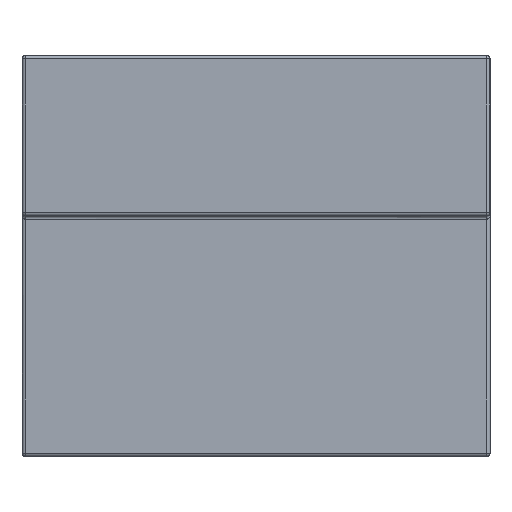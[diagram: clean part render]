
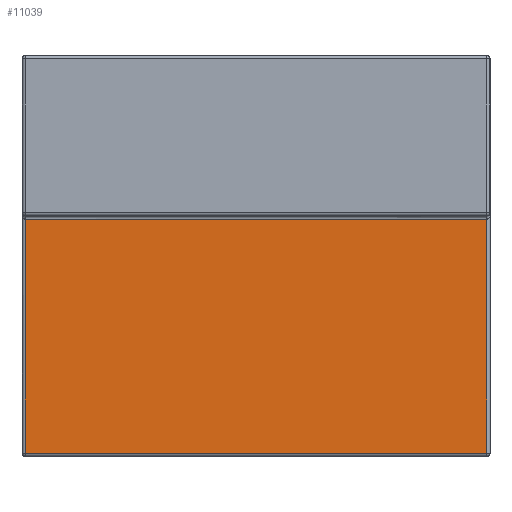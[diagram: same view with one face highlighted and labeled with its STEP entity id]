
A CAD part, left-side view. The second image highlights one B-rep face of the part: STEP entity #11039.
In plain terms, the highlighted planar face has unit normal (-1, 0, 0).
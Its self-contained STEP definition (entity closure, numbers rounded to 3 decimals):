
#4373=CARTESIAN_POINT('POINT25',(10.,34.75,0.25));
#4374=VERTEX_POINT('VERTEX25',#4373);
#4410=CARTESIAN_POINT('POINT29',(10.,34.75,17.75));
#4411=VERTEX_POINT('VERTEX29',#4410);
#6399=CARTESIAN_POINT('POINT54',(10.,0.25,0.25));
#6400=VERTEX_POINT('VERTEX54',#6399);
#6408=CARTESIAN_POINT('POS95',(10.,0.25,0.25));
#6409=DIRECTION('DIR151',(0.,-1.,0.));
#6410=VECTOR('VEC39',#6409,1.);
#6411=LINE('STRAIGHT39',#6408,#6410);
#6412=EDGE_CURVE('EDGE84',#6400,#4374,#6411,.F.);
#6423=CARTESIAN_POINT('POS97',(10.,34.75,0.));
#6424=DIRECTION('DIR154',(0.,0.,1.));
#6425=VECTOR('VEC40',#6424,1.);
#6426=LINE('STRAIGHT40',#6423,#6425);
#6427=EDGE_CURVE('EDGE85',#4374,#4411,#6426,.T.);
#6440=CARTESIAN_POINT('POINT55',(10.,0.25,17.75));
#6441=VERTEX_POINT('VERTEX55',#6440);
#6442=CARTESIAN_POINT('POS99',(10.,0.25,17.75));
#6443=DIRECTION('DIR157',(0.,1.,0.));
#6444=VECTOR('VEC41',#6443,1.);
#6445=LINE('STRAIGHT41',#6442,#6444);
#6446=EDGE_CURVE('EDGE86',#6441,#4411,#6445,.T.);
#11023=ORIENTED_EDGE('COEDGE208',*,*,#6446,.T.);
#11024=ORIENTED_EDGE('COEDGE209',*,*,#6427,.F.);
#11025=ORIENTED_EDGE('COEDGE210',*,*,#6412,.F.);
#11026=CARTESIAN_POINT('POS150',(10.,0.25,0.));
#11027=DIRECTION('DIR242',(0.,0.,-1.));
#11028=VECTOR('VEC58',#11027,1.);
#11029=LINE('STRAIGHT58',#11026,#11028);
#11030=EDGE_CURVE('EDGE124',#6400,#6441,#11029,.F.);
#11031=ORIENTED_EDGE('COEDGE211',*,*,#11030,.T.);
#11032=EDGE_LOOP('NONE',(#11023,#11024,#11025,#11031));
#11033=FACE_BOUND('LOOP1',#11032,.T.);
#11034=CARTESIAN_POINT('POS151',(10.,0.,0.));
#11035=DIRECTION('DIR243',(-1.,0.,0.));
#11036=DIRECTION('DIR244',(0.,1.,0.));
#11037=AXIS2_PLACEMENT_3D('AXIS93',#11034,#11035,#11036);
#11038=PLANE('PLANE11',#11037);
#11039=ADVANCED_FACE('FACE56',(#11033),#11038,.T.);
